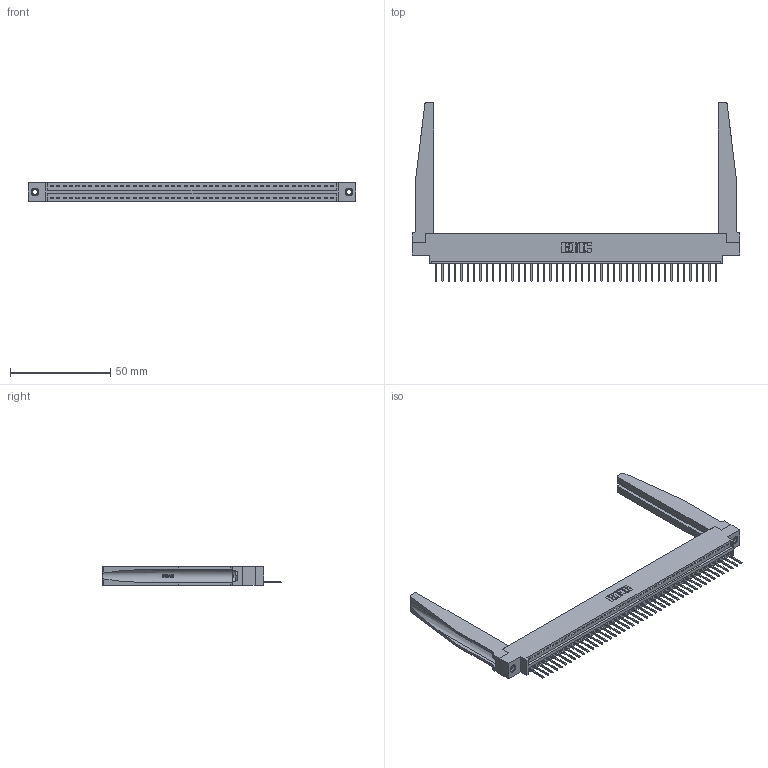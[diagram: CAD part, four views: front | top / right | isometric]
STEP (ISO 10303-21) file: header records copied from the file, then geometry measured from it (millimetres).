
FILE_DESCRIPTION (( 'STEP AP203' ), '1' );
FILE_NAME ('346-045-526-678.STEP', '2022-05-09T18:40:10', ( '' ), ( '' ), 'SwSTEP 2.0', 'SolidWorks 2020', '' );
FILE_SCHEMA (( 'CONFIG_CONTROL_DESIGN' ));
Length unit declared in the file: inch
Products named in the file (5): 346-045-526-678; 346-220-078_345-220-078; 345-250-001_345-250-001-102; 345-292-001_345-293-126; 346 Part_0.170 Offset - 0.156 Dia-TH
Assembly tree (50 placements, depth 2):
  346-045-526-678
    346 Part_0.170 Offset - 0.156 Dia-TH
    345-292-001_345-293-126  x45
    346-220-078_345-220-078  x2
    345-250-001_345-250-001-102  x2
Bounding box: 163.45 x 89.41 x 9.4 mm (x, y, z)
Volume: 22366.7 mm3; surface area: 26041.5 mm2
Topology: 50 solids, 50 shells, 2984 faces, 8905 edges, 5866 vertices
Faces by surface type: plane 2036, cylinder 896, bspline 36, cone 12, torus 4
Entity records: 32838 total; most frequent: CARTESIAN_POINT 6544, ORIENTED_EDGE 5410, DIRECTION 4753, EDGE_CURVE 2705, VECTOR 2299, LINE 2299, VERTEX_POINT 1796, AXIS2_PLACEMENT_3D 1227
